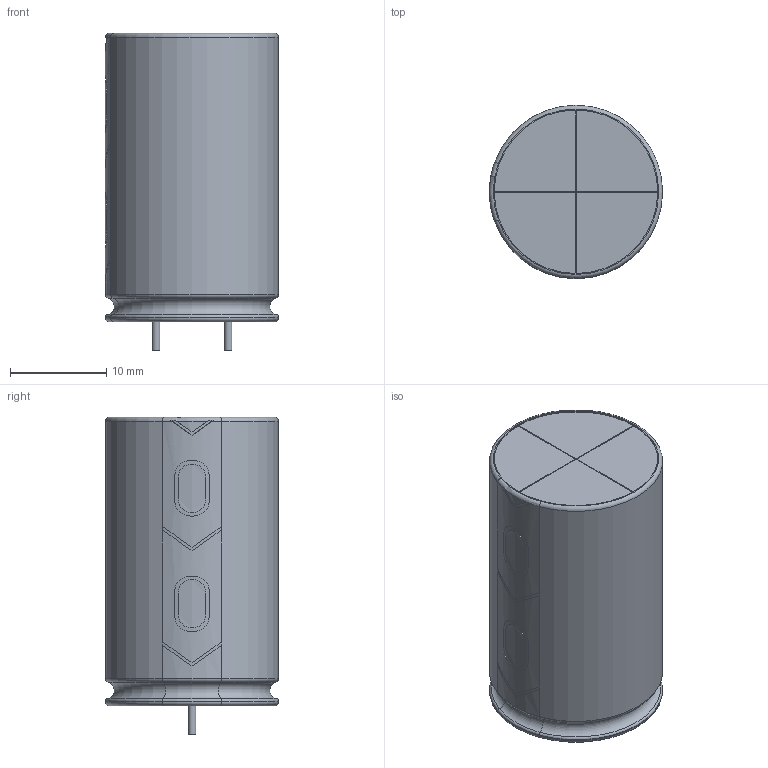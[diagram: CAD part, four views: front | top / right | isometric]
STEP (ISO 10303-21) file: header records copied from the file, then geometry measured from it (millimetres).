
FILE_DESCRIPTION(('STEP AP214'), '1');
FILE_NAME('El_Cap_VT', '', ('UNSPECIFIED'), ('UNSPECIFIED'), 'ASCON STEP Converter 1.6', 'ASCON Math Kernel', '');
FILE_SCHEMA(('AUTOMOTIVE_DESIGN { 1 0 10303 214 3 1 1}'));
Length unit declared in the file: millimetre
Bounding box: 18 x 18 x 33 mm (x, y, z)
Volume: 7523.8 mm3; surface area: 2250.7 mm2
Topology: 1 solids, 1 shells, 103 faces, 282 edges, 188 vertices
Faces by surface type: plane 59, cylinder 34, torus 10
Full cylindrical faces by diameter (mm): 0.8 x2, 14.4 x1, 17 x1
Entity records: 4752 total; most frequent: CARTESIAN_POINT 1382, ORIENTED_EDGE 556, DIRECTION 486, EDGE_CURVE 278, VERTEX_POINT 188, AXIS2_PLACEMENT_3D 172, LINE 142, VECTOR 142
